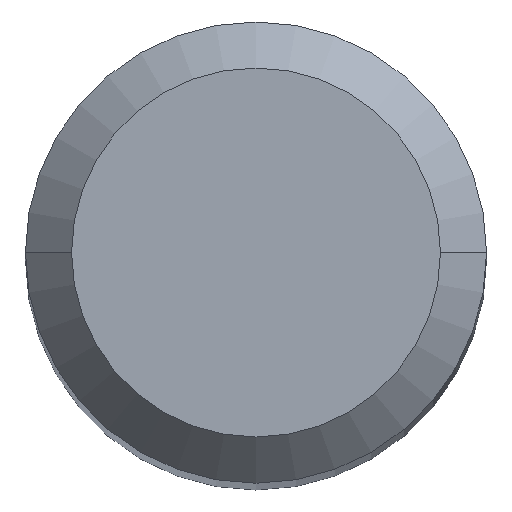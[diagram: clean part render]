
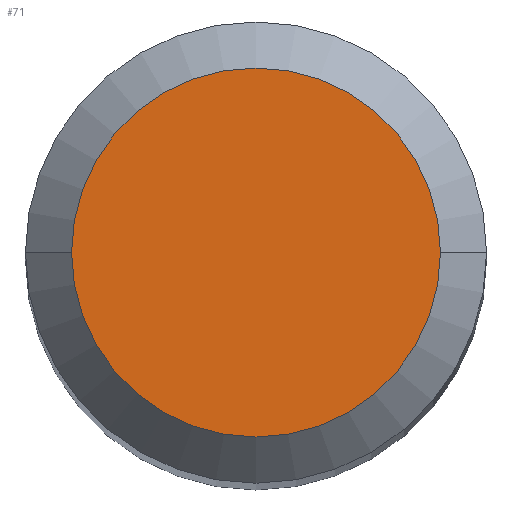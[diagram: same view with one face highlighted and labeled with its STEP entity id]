
A CAD part, top view. The second image highlights one B-rep face of the part: STEP entity #71.
In plain terms, the highlighted planar face has unit normal (0, 0, 1).
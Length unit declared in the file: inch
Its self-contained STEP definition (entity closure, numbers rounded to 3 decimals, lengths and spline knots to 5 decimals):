
#1 = CARTESIAN_POINT ( 'NONE',  ( 0., 0., 0. ) ) ;
#53 = DIRECTION ( 'NONE',  ( 0., 0., 1. ) ) ;
#71 = ADVANCED_FACE ( 'NONE', ( #115 ), #485, .F. ) ;
#84 = CARTESIAN_POINT ( 'NONE',  ( -0.04724, 0., 0. ) ) ;
#96 = ORIENTED_EDGE ( 'NONE', *, *, #444, .T. ) ;
#115 = FACE_OUTER_BOUND ( 'NONE', #141, .T. ) ;
#130 = AXIS2_PLACEMENT_3D ( 'NONE', #137, #53, #354 ) ;
#137 = CARTESIAN_POINT ( 'NONE',  ( 0., 0., 0. ) ) ;
#140 = CARTESIAN_POINT ( 'NONE',  ( 0., 0., 0. ) ) ;
#141 = EDGE_LOOP ( 'NONE', ( #437, #96 ) ) ;
#183 = DIRECTION ( 'NONE',  ( 1., 0., 0. ) ) ;
#204 = VERTEX_POINT ( 'NONE', #84 ) ;
#242 = AXIS2_PLACEMENT_3D ( 'NONE', #140, #256, #183 ) ;
#256 = DIRECTION ( 'NONE',  ( 0., 0., 1. ) ) ;
#257 = DIRECTION ( 'NONE',  ( -1., 0., 0. ) ) ;
#258 = CIRCLE ( 'NONE', #242, 0.04724 ) ;
#263 = DIRECTION ( 'NONE',  ( 0., 0., -1. ) ) ;
#319 = CARTESIAN_POINT ( 'NONE',  ( 0.04724, 0., 0. ) ) ;
#354 = DIRECTION ( 'NONE',  ( 1., 0., 0. ) ) ;
#366 = CIRCLE ( 'NONE', #130, 0.04724 ) ;
#373 = VERTEX_POINT ( 'NONE', #319 ) ;
#379 = EDGE_CURVE ( 'NONE', #204, #373, #258, .T. ) ;
#437 = ORIENTED_EDGE ( 'NONE', *, *, #379, .T. ) ;
#439 = AXIS2_PLACEMENT_3D ( 'NONE', #1, #263, #257 ) ;
#444 = EDGE_CURVE ( 'NONE', #373, #204, #366, .T. ) ;
#485 = PLANE ( 'NONE',  #439 ) ;
